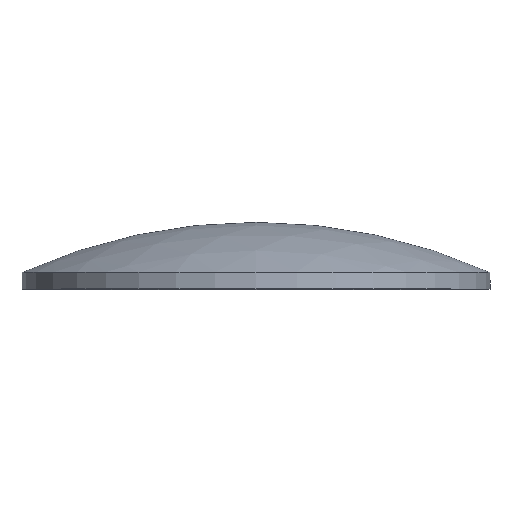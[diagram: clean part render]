
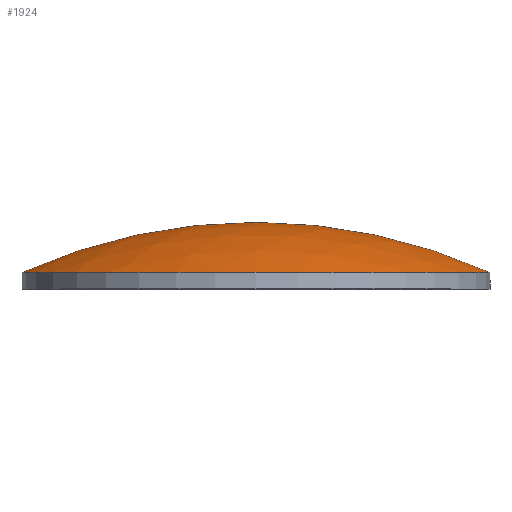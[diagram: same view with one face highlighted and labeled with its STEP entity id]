
A CAD part, top view. The second image highlights one B-rep face of the part: STEP entity #1924.
In plain terms, the highlighted spherical face has radius 85.417 mm.
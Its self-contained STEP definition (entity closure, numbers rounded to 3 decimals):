
#529 = DIRECTION ( 'NONE',  ( 1., 0., 0. ) ) ;
#654 = CIRCLE ( 'NONE', #3268, 35. ) ;
#724 = DIRECTION ( 'NONE',  ( 0., 0., -1. ) ) ;
#952 = CARTESIAN_POINT ( 'NONE',  ( -35., 2.5, 0. ) ) ;
#1924 = ADVANCED_FACE ( 'NONE', ( #6985 ), #2204, .T. ) ;
#2204 = SPHERICAL_SURFACE ( 'NONE', #4502, 85.417 ) ;
#2254 = DIRECTION ( 'NONE',  ( 0., -1., 0. ) ) ;
#2335 = ORIENTED_EDGE ( 'NONE', *, *, #6032, .F. ) ;
#3104 = CIRCLE ( 'NONE', #9448, 85.417 ) ;
#3268 = AXIS2_PLACEMENT_3D ( 'NONE', #7619, #2254, #8539 ) ;
#3822 = VERTEX_POINT ( 'NONE', #952 ) ;
#4267 = EDGE_CURVE ( 'NONE', #5378, #10178, #3104, .T. ) ;
#4324 = ORIENTED_EDGE ( 'NONE', *, *, #11312, .T. ) ;
#4502 = AXIS2_PLACEMENT_3D ( 'NONE', #7412, #10018, #8308 ) ;
#4841 = CIRCLE ( 'NONE', #8540, 85.417 ) ;
#5328 = CARTESIAN_POINT ( 'NONE',  ( 0., 10., 0. ) ) ;
#5378 = VERTEX_POINT ( 'NONE', #5328 ) ;
#5790 = CARTESIAN_POINT ( 'NONE',  ( 35., 2.5, 0. ) ) ;
#5894 = DIRECTION ( 'NONE',  ( 0., 0., 1. ) ) ;
#6032 = EDGE_CURVE ( 'NONE', #10178, #3822, #654, .T. ) ;
#6087 = CARTESIAN_POINT ( 'NONE',  ( 0., -75.417, 0. ) ) ;
#6819 = ORIENTED_EDGE ( 'NONE', *, *, #4267, .F. ) ;
#6985 = FACE_OUTER_BOUND ( 'NONE', #7067, .T. ) ;
#6991 = DIRECTION ( 'NONE',  ( -1., 0., 0. ) ) ;
#7067 = EDGE_LOOP ( 'NONE', ( #6819, #4324, #2335 ) ) ;
#7412 = CARTESIAN_POINT ( 'NONE',  ( 0., -75.417, 0. ) ) ;
#7619 = CARTESIAN_POINT ( 'NONE',  ( 0., 2.5, 0. ) ) ;
#8308 = DIRECTION ( 'NONE',  ( 1., 0., 0. ) ) ;
#8539 = DIRECTION ( 'NONE',  ( 1., 0., 0. ) ) ;
#8540 = AXIS2_PLACEMENT_3D ( 'NONE', #11289, #5894, #529 ) ;
#9448 = AXIS2_PLACEMENT_3D ( 'NONE', #6087, #724, #6991 ) ;
#10018 = DIRECTION ( 'NONE',  ( 0., 0., 1. ) ) ;
#10178 = VERTEX_POINT ( 'NONE', #5790 ) ;
#11289 = CARTESIAN_POINT ( 'NONE',  ( 0., -75.417, 0. ) ) ;
#11312 = EDGE_CURVE ( 'NONE', #5378, #3822, #4841, .T. ) ;
